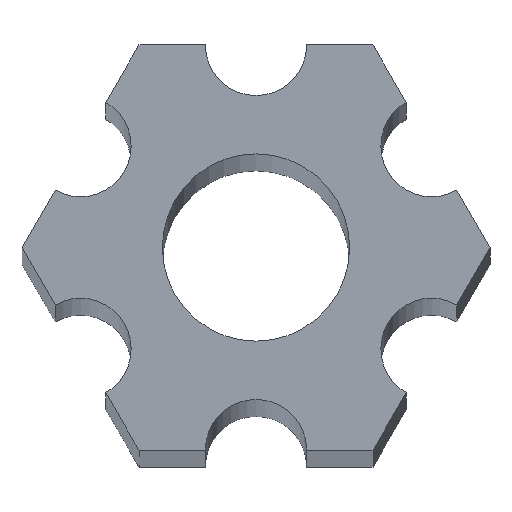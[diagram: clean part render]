
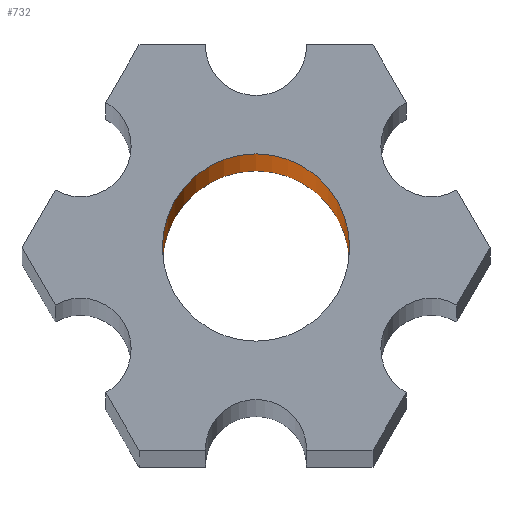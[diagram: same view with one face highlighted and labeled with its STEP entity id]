
A CAD part, top view. The second image highlights one B-rep face of the part: STEP entity #732.
In plain terms, the highlighted cylindrical face has radius 2.934 mm (diameter 5.867 mm), a partial arc.
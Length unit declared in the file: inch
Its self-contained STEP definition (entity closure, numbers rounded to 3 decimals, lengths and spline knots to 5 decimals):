
#39 = VERTEX_POINT ( 'NONE', #798 ) ;
#84 = DIRECTION ( 'NONE',  ( 0., 0., -1. ) ) ;
#114 = LINE ( 'NONE', #364, #300 ) ;
#135 = CIRCLE ( 'NONE', #213, 0.1155 ) ;
#147 = DIRECTION ( 'NONE',  ( 0., 0., 1. ) ) ;
#151 = EDGE_CURVE ( 'NONE', #39, #214, #663, .T. ) ;
#181 = DIRECTION ( 'NONE',  ( 0., 0., -1. ) ) ;
#213 = AXIS2_PLACEMENT_3D ( 'NONE', #524, #147, #589 ) ;
#214 = VERTEX_POINT ( 'NONE', #652 ) ;
#218 = EDGE_LOOP ( 'NONE', ( #687, #689, #741, #550 ) ) ;
#238 = CARTESIAN_POINT ( 'NONE',  ( 0., 0., 12. ) ) ;
#242 = EDGE_CURVE ( 'NONE', #214, #328, #735, .T. ) ;
#296 = AXIS2_PLACEMENT_3D ( 'NONE', #238, #555, #626 ) ;
#300 = VECTOR ( 'NONE', #181, 39.37008 ) ;
#316 = DIRECTION ( 'NONE',  ( 0., 0., 1. ) ) ;
#328 = VERTEX_POINT ( 'NONE', #644 ) ;
#336 = VECTOR ( 'NONE', #84, 39.37008 ) ;
#364 = CARTESIAN_POINT ( 'NONE',  ( -0.1155, 0., 12. ) ) ;
#391 = CYLINDRICAL_SURFACE ( 'NONE', #296, 0.1155 ) ;
#464 = VERTEX_POINT ( 'NONE', #610 ) ;
#470 = FACE_OUTER_BOUND ( 'NONE', #218, .T. ) ;
#473 = CARTESIAN_POINT ( 'NONE',  ( 0.1155, 0., 12. ) ) ;
#524 = CARTESIAN_POINT ( 'NONE',  ( 0., 0., 12. ) ) ;
#550 = ORIENTED_EDGE ( 'NONE', *, *, #242, .F. ) ;
#555 = DIRECTION ( 'NONE',  ( 0., 0., -1. ) ) ;
#589 = DIRECTION ( 'NONE',  ( 1., 0., 0. ) ) ;
#610 = CARTESIAN_POINT ( 'NONE',  ( -0.1155, 0., 12. ) ) ;
#626 = DIRECTION ( 'NONE',  ( -1., 0., 0. ) ) ;
#644 = CARTESIAN_POINT ( 'NONE',  ( -0.1155, 0., 0. ) ) ;
#652 = CARTESIAN_POINT ( 'NONE',  ( 0.1155, 0., 0. ) ) ;
#663 = LINE ( 'NONE', #473, #336 ) ;
#664 = AXIS2_PLACEMENT_3D ( 'NONE', #702, #316, #770 ) ;
#687 = ORIENTED_EDGE ( 'NONE', *, *, #151, .F. ) ;
#689 = ORIENTED_EDGE ( 'NONE', *, *, #794, .T. ) ;
#702 = CARTESIAN_POINT ( 'NONE',  ( 0., 0., 0. ) ) ;
#732 = ADVANCED_FACE ( 'NONE', ( #470 ), #391, .F. ) ;
#735 = CIRCLE ( 'NONE', #664, 0.1155 ) ;
#741 = ORIENTED_EDGE ( 'NONE', *, *, #746, .T. ) ;
#746 = EDGE_CURVE ( 'NONE', #464, #328, #114, .T. ) ;
#770 = DIRECTION ( 'NONE',  ( 1., 0., 0. ) ) ;
#794 = EDGE_CURVE ( 'NONE', #39, #464, #135, .T. ) ;
#798 = CARTESIAN_POINT ( 'NONE',  ( 0.1155, 0., 12. ) ) ;
